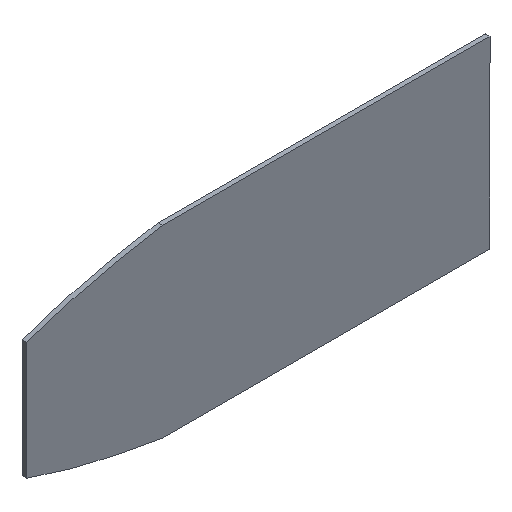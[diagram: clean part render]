
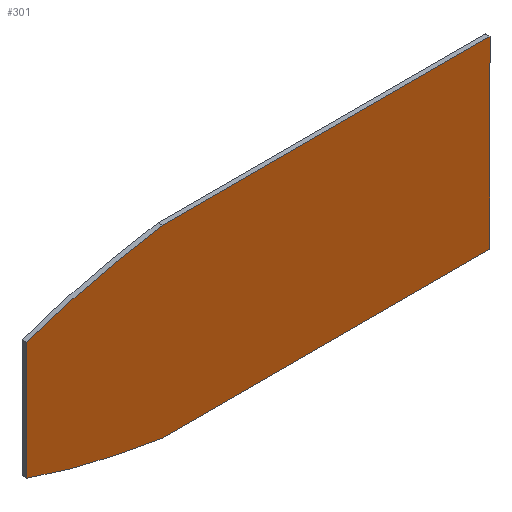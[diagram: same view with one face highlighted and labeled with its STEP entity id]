
A CAD part, isometric view. The second image highlights one B-rep face of the part: STEP entity #301.
In plain terms, the highlighted planar face has unit normal (0, -1, 0).
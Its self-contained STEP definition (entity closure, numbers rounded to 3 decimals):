
#4 = CARTESIAN_POINT ( 'NONE',  ( 466.056, 931.71, 770.764 ) ) ;
#6 = CARTESIAN_POINT ( 'NONE',  ( 450.887, 931.71, 773.492 ) ) ;
#8 = ORIENTED_EDGE ( 'NONE', *, *, #181, .F. ) ;
#9 = CARTESIAN_POINT ( 'NONE',  ( 407.56, 931.71, 0. ) ) ;
#10 = CARTESIAN_POINT ( 'NONE',  ( 434.123, 931.71, 777.154 ) ) ;
#14 = CARTESIAN_POINT ( 'NONE',  ( 451.127, 931.71, 773.444 ) ) ;
#16 = VECTOR ( 'NONE', #282, 1000. ) ;
#23 = CARTESIAN_POINT ( 'NONE',  ( 446.219, 931.71, 846.321 ) ) ;
#31 = ORIENTED_EDGE ( 'NONE', *, *, #68, .T. ) ;
#37 = CARTESIAN_POINT ( 'NONE',  ( 421.726, 931.71, 780.432 ) ) ;
#39 = VERTEX_POINT ( 'NONE', #67 ) ;
#40 = CARTESIAN_POINT ( 'NONE',  ( 417.272, 931.71, 781.759 ) ) ;
#42 = LINE ( 'NONE', #217, #122 ) ;
#49 = B_SPLINE_CURVE_WITH_KNOTS ( 'NONE', 3,
 ( #225, #318, #295, #40, #194, #192, #199, #73, #169, #139, #37, #294, #350, #171, #102, #321, #10, #162, #289, #255, #167, #109, #343, #287, #77, #197, #71, #325, #263, #380, #6, #354, #112, #14, #141, #136, #374, #229 ),
 .UNSPECIFIED., .F., .F.,
 ( 4, 1, 1, 1, 1, 1, 1, 1, 1, 2, 2, 1, 1, 1, 1, 1, 1, 1, 2, 2, 1, 1, 1, 1, 1, 1, 1, 2, 2, 4 ),
 ( 0., 0.125, 0.188, 0.219, 0.234, 0.242, 0.246, 0.248, 0.249, 0.25, 0.25, 0.375, 0.438, 0.469, 0.484, 0.492, 0.496, 0.498, 0.499, 0.5, 0.625, 0.688, 0.719, 0.734, 0.742, 0.746, 0.748, 0.749, 0.75, 1. ),
 .UNSPECIFIED. ) ;
#53 = CARTESIAN_POINT ( 'NONE',  ( 416.967, 931.71, 838.883 ) ) ;
#56 = CARTESIAN_POINT ( 'NONE',  ( 431.473, 931.71, 842.929 ) ) ;
#60 = FACE_OUTER_BOUND ( 'NONE', #231, .T. ) ;
#67 = CARTESIAN_POINT ( 'NONE',  ( 407.56, 931.71, 785.08 ) ) ;
#68 = EDGE_CURVE ( 'NONE', #78, #370, #335, .T. ) ;
#71 = CARTESIAN_POINT ( 'NONE',  ( 446.719, 931.71, 774.33 ) ) ;
#73 = CARTESIAN_POINT ( 'NONE',  ( 421.479, 931.71, 780.504 ) ) ;
#77 = CARTESIAN_POINT ( 'NONE',  ( 438.74, 931.71, 776.06 ) ) ;
#78 = VERTEX_POINT ( 'NONE', #176 ) ;
#85 = B_SPLINE_CURVE_WITH_KNOTS ( 'NONE', 3,
 ( #359, #90, #239, #53, #386, #207, #304, #56, #238, #332, #23, #299, #385, #87 ),
 .UNSPECIFIED., .F., .F.,
 ( 4, 2, 2, 2, 2, 2, 4 ),
 ( 0., 0.125, 0.25, 0.375, 0.5, 0.75, 1. ),
 .UNSPECIFIED. ) ;
#87 = CARTESIAN_POINT ( 'NONE',  ( 466.056, 931.71, 849.964 ) ) ;
#90 = CARTESIAN_POINT ( 'NONE',  ( 409.876, 931.71, 836.521 ) ) ;
#93 = PLANE ( 'NONE',  #273 ) ;
#102 = CARTESIAN_POINT ( 'NONE',  ( 427.572, 931.71, 778.796 ) ) ;
#109 = CARTESIAN_POINT ( 'NONE',  ( 436.296, 931.71, 776.636 ) ) ;
#112 = CARTESIAN_POINT ( 'NONE',  ( 451.087, 931.71, 773.452 ) ) ;
#118 = DIRECTION ( 'NONE',  ( 1., 0., 0. ) ) ;
#122 = VECTOR ( 'NONE', #221, 1000. ) ;
#130 = ORIENTED_EDGE ( 'NONE', *, *, #365, .T. ) ;
#136 = CARTESIAN_POINT ( 'NONE',  ( 456.003, 931.71, 772.488 ) ) ;
#139 = CARTESIAN_POINT ( 'NONE',  ( 421.695, 931.71, 780.441 ) ) ;
#141 = CARTESIAN_POINT ( 'NONE',  ( 451.148, 931.71, 773.44 ) ) ;
#162 = CARTESIAN_POINT ( 'NONE',  ( 435.246, 931.71, 776.885 ) ) ;
#167 = CARTESIAN_POINT ( 'NONE',  ( 436.236, 931.71, 776.65 ) ) ;
#169 = CARTESIAN_POINT ( 'NONE',  ( 421.623, 931.71, 780.462 ) ) ;
#171 = CARTESIAN_POINT ( 'NONE',  ( 424.041, 931.71, 779.764 ) ) ;
#176 = CARTESIAN_POINT ( 'NONE',  ( 606.76, 931.71, 770.764 ) ) ;
#177 = CARTESIAN_POINT ( 'NONE',  ( 606.76, 931.71, 0. ) ) ;
#178 = CARTESIAN_POINT ( 'NONE',  ( 0., 931.71, 849.964 ) ) ;
#181 = EDGE_CURVE ( 'NONE', #227, #370, #302, .T. ) ;
#184 = VECTOR ( 'NONE', #205, 1000. ) ;
#192 = CARTESIAN_POINT ( 'NONE',  ( 420.621, 931.71, 780.754 ) ) ;
#194 = CARTESIAN_POINT ( 'NONE',  ( 419.49, 931.71, 781.088 ) ) ;
#196 = CARTESIAN_POINT ( 'NONE',  ( 606.76, 931.71, 849.964 ) ) ;
#197 = CARTESIAN_POINT ( 'NONE',  ( 442.36, 931.71, 775.246 ) ) ;
#199 = CARTESIAN_POINT ( 'NONE',  ( 421.192, 931.71, 780.587 ) ) ;
#200 = EDGE_CURVE ( 'NONE', #272, #227, #85, .T. ) ;
#205 = DIRECTION ( 'NONE',  ( 0., 0., 1. ) ) ;
#207 = CARTESIAN_POINT ( 'NONE',  ( 424.175, 931.71, 841.003 ) ) ;
#217 = CARTESIAN_POINT ( 'NONE',  ( 0., 931.71, 770.764 ) ) ;
#221 = DIRECTION ( 'NONE',  ( 1., 0., 0. ) ) ;
#225 = CARTESIAN_POINT ( 'NONE',  ( 407.56, 931.71, 785.08 ) ) ;
#227 = VERTEX_POINT ( 'NONE', #372 ) ;
#229 = CARTESIAN_POINT ( 'NONE',  ( 466.056, 931.71, 770.764 ) ) ;
#231 = EDGE_LOOP ( 'NONE', ( #130, #351, #322, #31, #8, #260 ) ) ;
#235 = EDGE_CURVE ( 'NONE', #323, #78, #42, .T. ) ;
#237 = VECTOR ( 'NONE', #118, 1000. ) ;
#238 = CARTESIAN_POINT ( 'NONE',  ( 433.922, 931.71, 843.533 ) ) ;
#239 = CARTESIAN_POINT ( 'NONE',  ( 412.227, 931.71, 837.337 ) ) ;
#244 = CARTESIAN_POINT ( 'NONE',  ( 0., 931.71, 0. ) ) ;
#255 = CARTESIAN_POINT ( 'NONE',  ( 436.094, 931.71, 776.683 ) ) ;
#260 = ORIENTED_EDGE ( 'NONE', *, *, #200, .F. ) ;
#261 = EDGE_CURVE ( 'NONE', #39, #323, #49, .T. ) ;
#262 = LINE ( 'NONE', #9, #16 ) ;
#263 = CARTESIAN_POINT ( 'NONE',  ( 450.047, 931.71, 773.658 ) ) ;
#272 = VERTEX_POINT ( 'NONE', #336 ) ;
#273 = AXIS2_PLACEMENT_3D ( 'NONE', #244, #364, #369 ) ;
#282 = DIRECTION ( 'NONE',  ( 0., 0., -1. ) ) ;
#287 = CARTESIAN_POINT ( 'NONE',  ( 436.359, 931.71, 776.621 ) ) ;
#289 = CARTESIAN_POINT ( 'NONE',  ( 435.811, 931.71, 776.75 ) ) ;
#294 = CARTESIAN_POINT ( 'NONE',  ( 421.746, 931.71, 780.426 ) ) ;
#295 = CARTESIAN_POINT ( 'NONE',  ( 413.012, 931.71, 783.111 ) ) ;
#299 = CARTESIAN_POINT ( 'NONE',  ( 456.115, 931.71, 848.262 ) ) ;
#301 = ADVANCED_FACE ( 'NONE', ( #60 ), #93, .F. ) ;
#302 = LINE ( 'NONE', #178, #237 ) ;
#304 = CARTESIAN_POINT ( 'NONE',  ( 426.599, 931.71, 841.664 ) ) ;
#318 = CARTESIAN_POINT ( 'NONE',  ( 409.66, 931.71, 784.288 ) ) ;
#321 = CARTESIAN_POINT ( 'NONE',  ( 431.904, 931.71, 777.696 ) ) ;
#322 = ORIENTED_EDGE ( 'NONE', *, *, #235, .T. ) ;
#323 = VERTEX_POINT ( 'NONE', #4 ) ;
#325 = CARTESIAN_POINT ( 'NONE',  ( 448.932, 931.71, 773.88 ) ) ;
#332 = CARTESIAN_POINT ( 'NONE',  ( 441.288, 931.71, 845.268 ) ) ;
#335 = LINE ( 'NONE', #177, #184 ) ;
#336 = CARTESIAN_POINT ( 'NONE',  ( 407.56, 931.71, 835.648 ) ) ;
#343 = CARTESIAN_POINT ( 'NONE',  ( 436.337, 931.71, 776.626 ) ) ;
#350 = CARTESIAN_POINT ( 'NONE',  ( 421.758, 931.71, 780.423 ) ) ;
#351 = ORIENTED_EDGE ( 'NONE', *, *, #261, .T. ) ;
#354 = CARTESIAN_POINT ( 'NONE',  ( 451.027, 931.71, 773.464 ) ) ;
#359 = CARTESIAN_POINT ( 'NONE',  ( 407.56, 931.71, 835.648 ) ) ;
#364 = DIRECTION ( 'NONE',  ( 0., 1., 0. ) ) ;
#365 = EDGE_CURVE ( 'NONE', #272, #39, #262, .T. ) ;
#369 = DIRECTION ( 'NONE',  ( -1., 0., 0. ) ) ;
#370 = VERTEX_POINT ( 'NONE', #196 ) ;
#372 = CARTESIAN_POINT ( 'NONE',  ( 466.056, 931.71, 849.964 ) ) ;
#374 = CARTESIAN_POINT ( 'NONE',  ( 460.966, 931.71, 771.597 ) ) ;
#380 = CARTESIAN_POINT ( 'NONE',  ( 450.606, 931.71, 773.547 ) ) ;
#385 = CARTESIAN_POINT ( 'NONE',  ( 461.079, 931.71, 849.15 ) ) ;
#386 = CARTESIAN_POINT ( 'NONE',  ( 419.359, 931.71, 839.612 ) ) ;
